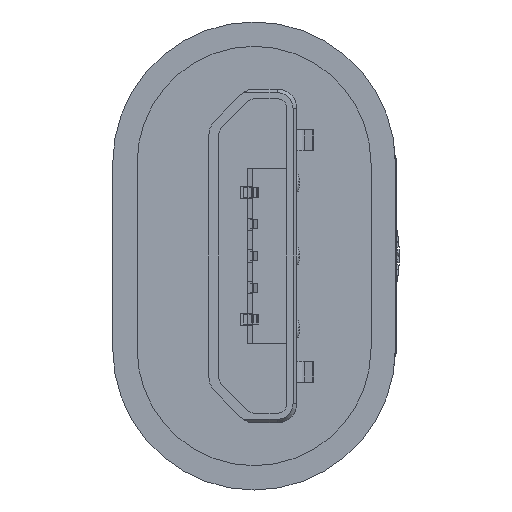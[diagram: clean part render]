
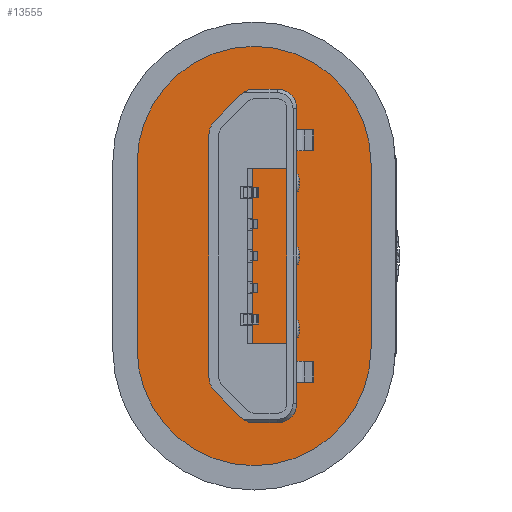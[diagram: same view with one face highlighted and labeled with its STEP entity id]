
A CAD part, left-side view. The second image highlights one B-rep face of the part: STEP entity #13555.
In plain terms, the highlighted face is planar.
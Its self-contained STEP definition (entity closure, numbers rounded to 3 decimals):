
#23 = VERTEX_POINT ( 'NONE', #1894 ) ;
#92 = VERTEX_POINT ( 'NONE', #3485 ) ;
#842 = CARTESIAN_POINT ( 'NONE',  ( -1.9, 2.4, 0. ) ) ;
#866 = EDGE_CURVE ( 'NONE', #19182, #17031, #8784, .T. ) ;
#1069 = CARTESIAN_POINT ( 'NONE',  ( -1.9, 0., 0. ) ) ;
#1108 = ORIENTED_EDGE ( 'NONE', *, *, #13204, .T. ) ;
#1468 = DIRECTION ( 'NONE',  ( 1., 0., 0. ) ) ;
#1894 = CARTESIAN_POINT ( 'NONE',  ( 4.3, 0., 0. ) ) ;
#2623 = DIRECTION ( 'NONE',  ( 1., 0., 0. ) ) ;
#2908 = DIRECTION ( 'NONE',  ( 1., 0., 0. ) ) ;
#2919 = VERTEX_POINT ( 'NONE', #11296 ) ;
#3048 = CARTESIAN_POINT ( 'NONE',  ( -1.9, -2.4, 0. ) ) ;
#3145 = CARTESIAN_POINT ( 'NONE',  ( 1.9, 0., 0. ) ) ;
#3373 = DIRECTION ( 'NONE',  ( 1., 0., 0. ) ) ;
#3485 = CARTESIAN_POINT ( 'NONE',  ( -1.9, -2.4, 0. ) ) ;
#4203 = DIRECTION ( 'NONE',  ( 0., 0., 1. ) ) ;
#4849 = ORIENTED_EDGE ( 'NONE', *, *, #866, .T. ) ;
#4861 = CARTESIAN_POINT ( 'NONE',  ( 1.9, 2.4, 0. ) ) ;
#5213 = CARTESIAN_POINT ( 'NONE',  ( -1.9, 2.4, 0. ) ) ;
#5264 = CARTESIAN_POINT ( 'NONE',  ( -1.9, 0., 0. ) ) ;
#6144 = CARTESIAN_POINT ( 'NONE',  ( 1.9, 0., 0. ) ) ;
#6289 = DIRECTION ( 'NONE',  ( 0., 0., 1. ) ) ;
#6378 = ORIENTED_EDGE ( 'NONE', *, *, #13106, .T. ) ;
#6625 = DIRECTION ( 'NONE',  ( 0., 0., 1. ) ) ;
#7212 = EDGE_LOOP ( 'NONE', ( #6378, #12842, #14269, #1108, #4849 ) ) ;
#7699 = DIRECTION ( 'NONE',  ( 0., 0., 1. ) ) ;
#8062 = VECTOR ( 'NONE', #15851, 1000. ) ;
#8151 = DIRECTION ( 'NONE',  ( 1., 0., 0. ) ) ;
#8784 = LINE ( 'NONE', #842, #8062 ) ;
#9397 = EDGE_CURVE ( 'NONE', #2919, #23, #16269, .T. ) ;
#9715 = PLANE ( 'NONE',  #12927 ) ;
#10427 = VECTOR ( 'NONE', #2908, 1000. ) ;
#11032 = AXIS2_PLACEMENT_3D ( 'NONE', #3145, #7699, #1468 ) ;
#11296 = CARTESIAN_POINT ( 'NONE',  ( 1.9, -2.4, 0. ) ) ;
#11575 = CIRCLE ( 'NONE', #11032, 2.4 ) ;
#12842 = ORIENTED_EDGE ( 'NONE', *, *, #17830, .T. ) ;
#12927 = AXIS2_PLACEMENT_3D ( 'NONE', #5264, #6625, #8151 ) ;
#13106 = EDGE_CURVE ( 'NONE', #17031, #92, #18124, .T. ) ;
#13204 = EDGE_CURVE ( 'NONE', #23, #19182, #11575, .T. ) ;
#13518 = AXIS2_PLACEMENT_3D ( 'NONE', #6144, #6289, #3373 ) ;
#13555 = ADVANCED_FACE ( 'NONE', ( #16153 ), #9715, .T. ) ;
#14269 = ORIENTED_EDGE ( 'NONE', *, *, #9397, .T. ) ;
#15851 = DIRECTION ( 'NONE',  ( -1., 0., 0. ) ) ;
#16153 = FACE_OUTER_BOUND ( 'NONE', #7212, .T. ) ;
#16269 = CIRCLE ( 'NONE', #13518, 2.4 ) ;
#17031 = VERTEX_POINT ( 'NONE', #5213 ) ;
#17407 = AXIS2_PLACEMENT_3D ( 'NONE', #1069, #4203, #2623 ) ;
#17830 = EDGE_CURVE ( 'NONE', #92, #2919, #18581, .T. ) ;
#18124 = CIRCLE ( 'NONE', #17407, 2.4 ) ;
#18581 = LINE ( 'NONE', #3048, #10427 ) ;
#19182 = VERTEX_POINT ( 'NONE', #4861 ) ;
